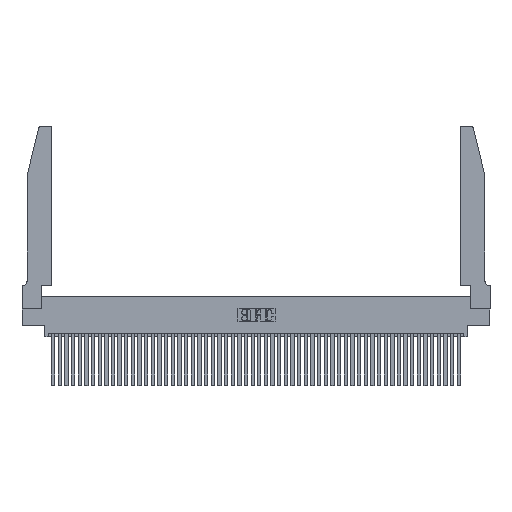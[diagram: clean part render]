
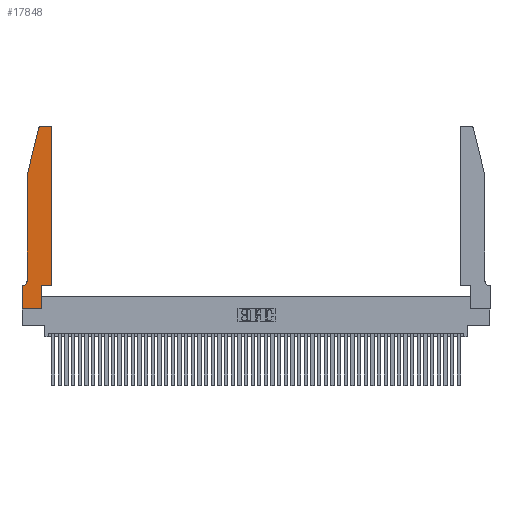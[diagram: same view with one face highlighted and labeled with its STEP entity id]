
A CAD part, top view. The second image highlights one B-rep face of the part: STEP entity #17848.
In plain terms, the highlighted planar face has unit normal (0, 0, 1).
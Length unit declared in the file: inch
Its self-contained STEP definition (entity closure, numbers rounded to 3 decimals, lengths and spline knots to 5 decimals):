
#1521 = CIRCLE ( 'NONE', #6927, 0.03 ) ;
#1703 = EDGE_CURVE ( 'NONE', #8595, #33311, #25525, .T. ) ;
#1991 = DIRECTION ( 'NONE',  ( 1., 0., 0. ) ) ;
#2193 = EDGE_CURVE ( 'NONE', #23482, #6470, #25479, .T. ) ;
#2629 = DIRECTION ( 'NONE',  ( 1., 0., 0. ) ) ;
#2841 = ORIENTED_EDGE ( 'NONE', *, *, #18215, .T. ) ;
#2889 = VERTEX_POINT ( 'NONE', #42592 ) ;
#2954 = DIRECTION ( 'NONE',  ( 1., 0., 0. ) ) ;
#3014 = CARTESIAN_POINT ( 'NONE',  ( 0., 0.35, 0.37 ) ) ;
#3503 = VERTEX_POINT ( 'NONE', #13694 ) ;
#3937 = EDGE_CURVE ( 'NONE', #16504, #23482, #1521, .T. ) ;
#4437 = CARTESIAN_POINT ( 'NONE',  ( 0.0755, 2., 0.37 ) ) ;
#5190 = VERTEX_POINT ( 'NONE', #23603 ) ;
#5336 = VECTOR ( 'NONE', #2629, 39.37008 ) ;
#6030 = ORIENTED_EDGE ( 'NONE', *, *, #27400, .T. ) ;
#6287 = ORIENTED_EDGE ( 'NONE', *, *, #14419, .T. ) ;
#6426 = ORIENTED_EDGE ( 'NONE', *, *, #2193, .T. ) ;
#6470 = VERTEX_POINT ( 'NONE', #39926 ) ;
#6927 = AXIS2_PLACEMENT_3D ( 'NONE', #19809, #47150, #23717 ) ;
#7467 = VERTEX_POINT ( 'NONE', #33836 ) ;
#8421 = DIRECTION ( 'NONE',  ( 0., -1., 0. ) ) ;
#8595 = VERTEX_POINT ( 'NONE', #32890 ) ;
#9913 = CARTESIAN_POINT ( 'NONE',  ( 0.4505, 2.72, 0.37 ) ) ;
#11341 = DIRECTION ( 'NONE',  ( -0.239, -0.971, 0. ) ) ;
#12661 = VECTOR ( 'NONE', #42824, 39.37008 ) ;
#13694 = CARTESIAN_POINT ( 'NONE',  ( 0., 0., 0.37 ) ) ;
#14027 = CARTESIAN_POINT ( 'NONE',  ( 0.0755, 0.35, 0.37 ) ) ;
#14332 = LINE ( 'NONE', #30286, #33914 ) ;
#14419 = EDGE_CURVE ( 'NONE', #7467, #2889, #27798, .T. ) ;
#14694 = CIRCLE ( 'NONE', #24928, 0.03 ) ;
#15425 = CARTESIAN_POINT ( 'NONE',  ( 0.2605, 2.75, 0.37 ) ) ;
#15446 = VERTEX_POINT ( 'NONE', #23675 ) ;
#15622 = ORIENTED_EDGE ( 'NONE', *, *, #3937, .T. ) ;
#15804 = CIRCLE ( 'NONE', #31725, 0.07 ) ;
#15983 = VERTEX_POINT ( 'NONE', #3014 ) ;
#16191 = VECTOR ( 'NONE', #20729, 39.37008 ) ;
#16421 = CARTESIAN_POINT ( 'NONE',  ( 0.0055, 0.42, 0.37 ) ) ;
#16504 = VERTEX_POINT ( 'NONE', #9913 ) ;
#17044 = EDGE_LOOP ( 'NONE', ( #6426, #39882, #47973, #39615, #2841, #34079, #24031, #45062, #39856, #6287, #6030, #15622 ) ) ;
#17672 = LINE ( 'NONE', #25905, #25599 ) ;
#17848 = ADVANCED_FACE ( 'NONE', ( #34232 ), #45037, .T. ) ;
#18215 = EDGE_CURVE ( 'NONE', #33311, #34668, #15804, .T. ) ;
#19809 = CARTESIAN_POINT ( 'NONE',  ( 0.4205, 2.72, 0.37 ) ) ;
#19922 = EDGE_CURVE ( 'NONE', #15446, #8595, #47447, .T. ) ;
#20377 = DIRECTION ( 'NONE',  ( -1., 0., 0. ) ) ;
#20729 = DIRECTION ( 'NONE',  ( 1., 0., 0. ) ) ;
#20829 = VECTOR ( 'NONE', #25622, 39.37008 ) ;
#21623 = CARTESIAN_POINT ( 'NONE',  ( 0., 0.35, 0.37 ) ) ;
#23482 = VERTEX_POINT ( 'NONE', #49446 ) ;
#23603 = CARTESIAN_POINT ( 'NONE',  ( 0.2865, 0., 0.37 ) ) ;
#23675 = CARTESIAN_POINT ( 'NONE',  ( 0.25487, 2.72718, 0.37 ) ) ;
#23717 = DIRECTION ( 'NONE',  ( 1., 0., 0. ) ) ;
#24031 = ORIENTED_EDGE ( 'NONE', *, *, #37592, .T. ) ;
#24560 = CARTESIAN_POINT ( 'NONE',  ( 0.0055, 0.35, 0.37 ) ) ;
#24928 = AXIS2_PLACEMENT_3D ( 'NONE', #49836, #26476, #2954 ) ;
#25479 = LINE ( 'NONE', #15425, #12661 ) ;
#25502 = DIRECTION ( 'NONE',  ( 0., 0., 1. ) ) ;
#25525 = LINE ( 'NONE', #4437, #48732 ) ;
#25599 = VECTOR ( 'NONE', #49249, 39.37008 ) ;
#25622 = DIRECTION ( 'NONE',  ( 0., 1., 0. ) ) ;
#25905 = CARTESIAN_POINT ( 'NONE',  ( 0., 0., 0.37 ) ) ;
#26476 = DIRECTION ( 'NONE',  ( 0., 0., 1. ) ) ;
#26881 = CARTESIAN_POINT ( 'NONE',  ( 0.0755, 2., 0.37 ) ) ;
#27400 = EDGE_CURVE ( 'NONE', #2889, #16504, #14332, .T. ) ;
#27445 = LINE ( 'NONE', #41771, #5336 ) ;
#27798 = LINE ( 'NONE', #40238, #16191 ) ;
#29733 = DIRECTION ( 'NONE',  ( -1., 0., 0. ) ) ;
#30286 = CARTESIAN_POINT ( 'NONE',  ( 0.4505, 0.35, 0.37 ) ) ;
#30861 = CARTESIAN_POINT ( 'NONE',  ( 0.0755, 0.42, 0.37 ) ) ;
#31230 = LINE ( 'NONE', #37297, #20829 ) ;
#31725 = AXIS2_PLACEMENT_3D ( 'NONE', #16421, #43793, #20377 ) ;
#32890 = CARTESIAN_POINT ( 'NONE',  ( 0.0755, 2., 0.37 ) ) ;
#33311 = VERTEX_POINT ( 'NONE', #30861 ) ;
#33836 = CARTESIAN_POINT ( 'NONE',  ( 0.2865, 0.35, 0.37 ) ) ;
#33914 = VECTOR ( 'NONE', #34234, 39.37008 ) ;
#34079 = ORIENTED_EDGE ( 'NONE', *, *, #36875, .T. ) ;
#34232 = FACE_OUTER_BOUND ( 'NONE', #17044, .T. ) ;
#34234 = DIRECTION ( 'NONE',  ( 0., 1., 0. ) ) ;
#34668 = VERTEX_POINT ( 'NONE', #24560 ) ;
#36815 = EDGE_CURVE ( 'NONE', #5190, #7467, #31230, .T. ) ;
#36875 = EDGE_CURVE ( 'NONE', #34668, #15983, #39203, .T. ) ;
#36960 = EDGE_CURVE ( 'NONE', #6470, #15446, #14694, .T. ) ;
#37297 = CARTESIAN_POINT ( 'NONE',  ( 0.2865, 0.35, 0.37 ) ) ;
#37592 = EDGE_CURVE ( 'NONE', #15983, #3503, #17672, .T. ) ;
#39203 = LINE ( 'NONE', #14027, #40437 ) ;
#39615 = ORIENTED_EDGE ( 'NONE', *, *, #1703, .T. ) ;
#39856 = ORIENTED_EDGE ( 'NONE', *, *, #36815, .T. ) ;
#39882 = ORIENTED_EDGE ( 'NONE', *, *, #36960, .T. ) ;
#39926 = CARTESIAN_POINT ( 'NONE',  ( 0.284, 2.75, 0.37 ) ) ;
#40238 = CARTESIAN_POINT ( 'NONE',  ( 0.4505, 0.35, 0.37 ) ) ;
#40437 = VECTOR ( 'NONE', #29733, 39.37008 ) ;
#41771 = CARTESIAN_POINT ( 'NONE',  ( 0., 0., 0.37 ) ) ;
#42592 = CARTESIAN_POINT ( 'NONE',  ( 0.4505, 0.35, 0.37 ) ) ;
#42824 = DIRECTION ( 'NONE',  ( -1., 0., 0. ) ) ;
#43191 = AXIS2_PLACEMENT_3D ( 'NONE', #21623, #25502, #1991 ) ;
#43644 = EDGE_CURVE ( 'NONE', #3503, #5190, #27445, .T. ) ;
#43793 = DIRECTION ( 'NONE',  ( 0., 0., -1. ) ) ;
#45037 = PLANE ( 'NONE',  #43191 ) ;
#45062 = ORIENTED_EDGE ( 'NONE', *, *, #43644, .T. ) ;
#47150 = DIRECTION ( 'NONE',  ( 0., 0., 1. ) ) ;
#47447 = LINE ( 'NONE', #26881, #48625 ) ;
#47973 = ORIENTED_EDGE ( 'NONE', *, *, #19922, .T. ) ;
#48625 = VECTOR ( 'NONE', #11341, 39.37008 ) ;
#48732 = VECTOR ( 'NONE', #8421, 39.37008 ) ;
#49249 = DIRECTION ( 'NONE',  ( 0., -1., 0. ) ) ;
#49446 = CARTESIAN_POINT ( 'NONE',  ( 0.4205, 2.75, 0.37 ) ) ;
#49836 = CARTESIAN_POINT ( 'NONE',  ( 0.284, 2.72, 0.37 ) ) ;
